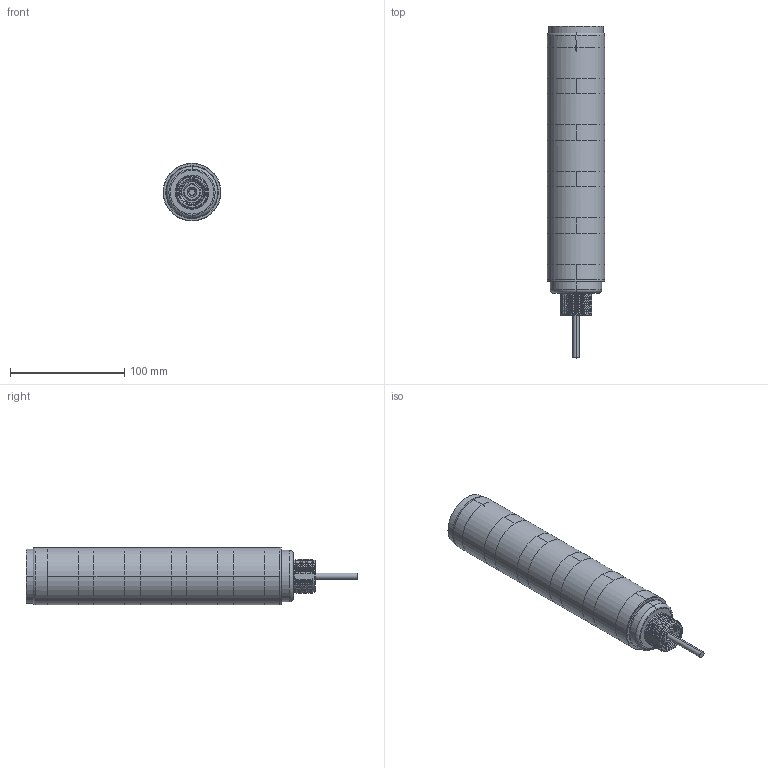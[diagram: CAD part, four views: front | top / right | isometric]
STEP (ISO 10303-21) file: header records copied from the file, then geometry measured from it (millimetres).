
FILE_DESCRIPTION((''),'2;1');
FILE_NAME('212924_ASM','2019-07-26T07:46:35',('pdmadmin'),('BANNER ENGINEERING'),'CREO PARAMETRIC BY PTC INC, 2018300','CREO PARAMETRIC BY PTC INC, 2018300','');
FILE_SCHEMA(('CONFIG_CONTROL_DESIGN'));
Products named in the file (6): 212350; 32626; CABLE_215; 212362; 212363; 212924_ASM
Assembly tree (5 placements, depth 2):
  212924_ASM
    212350
    32626
    CABLE_215
    212362
    212363
Bounding box: 50.5 x 290.55 x 50.75 mm (x, y, z)
Volume: 133903.1 mm3; surface area: 107318.2 mm2
Topology: 5 solids, 13 shells, 992 faces, 2421 edges, 1463 vertices
Faces by surface type: cylinder 309, bspline 255, plane 209, torus 109, cone 58, sphere 48, extrusion 4
Entity records: 58295 total; most frequent: CARTESIAN_POINT 36785, ORIENTED_EDGE 4808, DIRECTION 4035, EDGE_CURVE 2419, AXIS2_PLACEMENT_3D 1675, VERTEX_POINT 1463, EDGE_LOOP 1023, FACE_OUTER_BOUND 992
